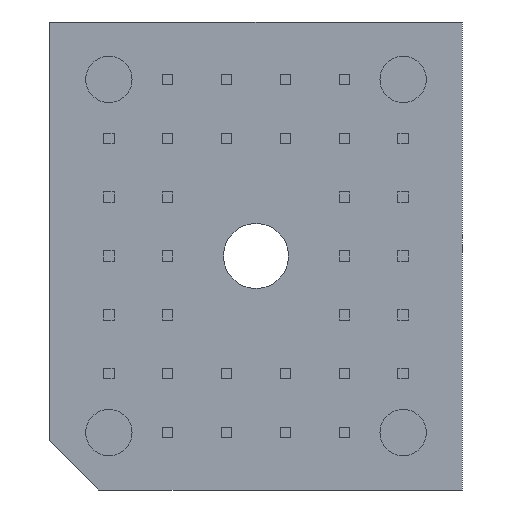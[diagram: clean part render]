
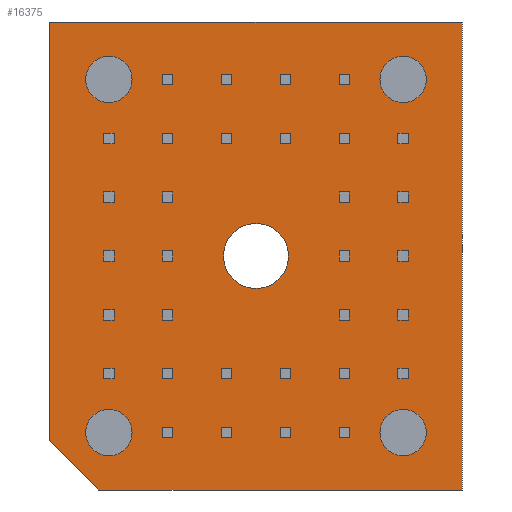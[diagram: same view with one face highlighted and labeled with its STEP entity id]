
A CAD part, front view. The second image highlights one B-rep face of the part: STEP entity #16375.
In plain terms, the highlighted planar face has unit normal (0, -1, 0).
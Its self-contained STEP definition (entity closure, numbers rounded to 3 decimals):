
#108 = EDGE_LOOP ( 'NONE', ( #4771, #11349 ) ) ;
#185 = DIRECTION ( 'NONE',  ( 0., 0., 1. ) ) ;
#270 = CARTESIAN_POINT ( 'NONE',  ( 0., 0.15, 0. ) ) ;
#298 = EDGE_LOOP ( 'NONE', ( #22676, #5206 ) ) ;
#307 = VERTEX_POINT ( 'NONE', #5397 ) ;
#532 = CARTESIAN_POINT ( 'NONE',  ( 6.35, 0.15, 6.62 ) ) ;
#875 = ORIENTED_EDGE ( 'NONE', *, *, #22690, .F. ) ;
#1202 = ORIENTED_EDGE ( 'NONE', *, *, #24489, .F. ) ;
#1306 = EDGE_CURVE ( 'NONE', #2170, #2297, #13613, .T. ) ;
#1581 = PLANE ( 'NONE',  #2643 ) ;
#1849 = FACE_BOUND ( 'NONE', #298, .T. ) ;
#2154 = AXIS2_PLACEMENT_3D ( 'NONE', #11050, #6965, #9232 ) ;
#2170 = VERTEX_POINT ( 'NONE', #7081 ) ;
#2280 = CARTESIAN_POINT ( 'NONE',  ( -6.779, 0.15, -10.1 ) ) ;
#2297 = VERTEX_POINT ( 'NONE', #13267 ) ;
#2322 = AXIS2_PLACEMENT_3D ( 'NONE', #12323, #19923, #14283 ) ;
#2352 = DIRECTION ( 'NONE',  ( 0., 0., 1. ) ) ;
#2490 = EDGE_CURVE ( 'NONE', #5276, #13946, #7550, .T. ) ;
#2498 = VERTEX_POINT ( 'NONE', #18027 ) ;
#2516 = EDGE_LOOP ( 'NONE', ( #24663, #13784 ) ) ;
#2568 = DIRECTION ( 'NONE',  ( 0., 0., 1. ) ) ;
#2643 = AXIS2_PLACEMENT_3D ( 'NONE', #7199, #11372, #15256 ) ;
#2649 = EDGE_LOOP ( 'NONE', ( #11212, #2806, #1202, #7331, #9295 ) ) ;
#2687 = AXIS2_PLACEMENT_3D ( 'NONE', #13333, #18948, #7974 ) ;
#2754 = DIRECTION ( 'NONE',  ( 0., 0., 1. ) ) ;
#2806 = ORIENTED_EDGE ( 'NONE', *, *, #12627, .F. ) ;
#2831 = CARTESIAN_POINT ( 'NONE',  ( -8.9, 0.15, 10.1 ) ) ;
#3073 = DIRECTION ( 'NONE',  ( 1., 0., 0. ) ) ;
#3097 = CARTESIAN_POINT ( 'NONE',  ( -6.35, 0.15, 8.62 ) ) ;
#3340 = EDGE_CURVE ( 'NONE', #22085, #21747, #6613, .T. ) ;
#3573 = ORIENTED_EDGE ( 'NONE', *, *, #20582, .T. ) ;
#3694 = LINE ( 'NONE', #2831, #6407 ) ;
#3731 = DIRECTION ( 'NONE',  ( 0., 0., -1. ) ) ;
#4442 = VERTEX_POINT ( 'NONE', #6101 ) ;
#4593 = DIRECTION ( 'NONE',  ( 0., -1., 0. ) ) ;
#4686 = CARTESIAN_POINT ( 'NONE',  ( -6.35, 0.15, -6.62 ) ) ;
#4771 = ORIENTED_EDGE ( 'NONE', *, *, #6949, .F. ) ;
#5054 = EDGE_CURVE ( 'NONE', #11732, #16461, #9803, .T. ) ;
#5206 = ORIENTED_EDGE ( 'NONE', *, *, #24113, .F. ) ;
#5276 = VERTEX_POINT ( 'NONE', #3097 ) ;
#5397 = CARTESIAN_POINT ( 'NONE',  ( 6.35, 0.15, 8.62 ) ) ;
#5767 = FACE_BOUND ( 'NONE', #108, .T. ) ;
#5792 = CARTESIAN_POINT ( 'NONE',  ( 0., 0.15, 1.4 ) ) ;
#6033 = CARTESIAN_POINT ( 'NONE',  ( -6.779, 0.15, -10.1 ) ) ;
#6069 = DIRECTION ( 'NONE',  ( -1., 0., 0. ) ) ;
#6101 = CARTESIAN_POINT ( 'NONE',  ( -8.9, 0.15, -7.979 ) ) ;
#6360 = CARTESIAN_POINT ( 'NONE',  ( -8.9, 0.15, -7.979 ) ) ;
#6369 = AXIS2_PLACEMENT_3D ( 'NONE', #11300, #22812, #11379 ) ;
#6407 = VECTOR ( 'NONE', #3073, 1000. ) ;
#6613 = CIRCLE ( 'NONE', #20186, 1. ) ;
#6849 = EDGE_CURVE ( 'NONE', #4442, #2498, #18752, .T. ) ;
#6949 = EDGE_CURVE ( 'NONE', #307, #11071, #9733, .T. ) ;
#6965 = DIRECTION ( 'NONE',  ( 0., -1., 0. ) ) ;
#7081 = CARTESIAN_POINT ( 'NONE',  ( 6.35, 0.15, -8.62 ) ) ;
#7155 = ORIENTED_EDGE ( 'NONE', *, *, #19625, .T. ) ;
#7199 = CARTESIAN_POINT ( 'NONE',  ( 0., 0.15, 0. ) ) ;
#7237 = FACE_BOUND ( 'NONE', #2516, .T. ) ;
#7331 = ORIENTED_EDGE ( 'NONE', *, *, #6849, .F. ) ;
#7454 = DIRECTION ( 'NONE',  ( 0., -1., 0. ) ) ;
#7550 = CIRCLE ( 'NONE', #16850, 1. ) ;
#7936 = CIRCLE ( 'NONE', #6369, 1. ) ;
#7974 = DIRECTION ( 'NONE',  ( 0., 0., 1. ) ) ;
#8190 = CARTESIAN_POINT ( 'NONE',  ( 8.9, 0.15, -10.1 ) ) ;
#8220 = DIRECTION ( 'NONE',  ( 0., -1., 0. ) ) ;
#8428 = DIRECTION ( 'NONE',  ( 0., 0., 1. ) ) ;
#8501 = CARTESIAN_POINT ( 'NONE',  ( -6.35, 0.15, 7.62 ) ) ;
#8596 = VECTOR ( 'NONE', #2568, 1000. ) ;
#8681 = VECTOR ( 'NONE', #3731, 1000. ) ;
#8869 = VERTEX_POINT ( 'NONE', #5792 ) ;
#9232 = DIRECTION ( 'NONE',  ( 0., 0., 1. ) ) ;
#9295 = ORIENTED_EDGE ( 'NONE', *, *, #21179, .F. ) ;
#9602 = EDGE_LOOP ( 'NONE', ( #3573, #7155 ) ) ;
#9733 = CIRCLE ( 'NONE', #2154, 1. ) ;
#9803 = LINE ( 'NONE', #2280, #21167 ) ;
#9950 = VERTEX_POINT ( 'NONE', #23653 ) ;
#10233 = FACE_BOUND ( 'NONE', #9602, .T. ) ;
#10319 = DIRECTION ( 'NONE',  ( 0., -1., 0. ) ) ;
#10740 = DIRECTION ( 'NONE',  ( 0., 1., 0. ) ) ;
#11050 = CARTESIAN_POINT ( 'NONE',  ( 6.35, 0.15, 7.62 ) ) ;
#11071 = VERTEX_POINT ( 'NONE', #532 ) ;
#11122 = FACE_OUTER_BOUND ( 'NONE', #2649, .T. ) ;
#11201 = DIRECTION ( 'NONE',  ( 0., 0., 1. ) ) ;
#11212 = ORIENTED_EDGE ( 'NONE', *, *, #5054, .F. ) ;
#11300 = CARTESIAN_POINT ( 'NONE',  ( -6.35, 0.15, 7.62 ) ) ;
#11349 = ORIENTED_EDGE ( 'NONE', *, *, #24410, .F. ) ;
#11372 = DIRECTION ( 'NONE',  ( 0., 1., 0. ) ) ;
#11379 = DIRECTION ( 'NONE',  ( 0., 0., 1. ) ) ;
#11402 = AXIS2_PLACEMENT_3D ( 'NONE', #22175, #10740, #24197 ) ;
#11732 = VERTEX_POINT ( 'NONE', #8190 ) ;
#11878 = CIRCLE ( 'NONE', #2322, 1. ) ;
#12184 = VERTEX_POINT ( 'NONE', #12266 ) ;
#12266 = CARTESIAN_POINT ( 'NONE',  ( 8.9, 0.15, 10.1 ) ) ;
#12323 = CARTESIAN_POINT ( 'NONE',  ( 6.35, 0.15, -7.62 ) ) ;
#12627 = EDGE_CURVE ( 'NONE', #12184, #11732, #23908, .T. ) ;
#13267 = CARTESIAN_POINT ( 'NONE',  ( 6.35, 0.15, -6.62 ) ) ;
#13333 = CARTESIAN_POINT ( 'NONE',  ( 6.35, 0.15, -7.62 ) ) ;
#13613 = CIRCLE ( 'NONE', #2687, 1. ) ;
#13784 = ORIENTED_EDGE ( 'NONE', *, *, #3340, .F. ) ;
#13946 = VERTEX_POINT ( 'NONE', #23827 ) ;
#14240 = CARTESIAN_POINT ( 'NONE',  ( 6.35, 0.15, 7.62 ) ) ;
#14283 = DIRECTION ( 'NONE',  ( 0., 0., 1. ) ) ;
#15256 = DIRECTION ( 'NONE',  ( 0., 0., 1. ) ) ;
#16232 = AXIS2_PLACEMENT_3D ( 'NONE', #270, #22545, #185 ) ;
#16375 = ADVANCED_FACE ( 'NONE', ( #5767, #1849, #7237, #21897, #10233, #11122 ), #1581, .F. ) ;
#16461 = VERTEX_POINT ( 'NONE', #6033 ) ;
#16757 = LINE ( 'NONE', #22158, #20009 ) ;
#16850 = AXIS2_PLACEMENT_3D ( 'NONE', #8501, #10319, #8428 ) ;
#18027 = CARTESIAN_POINT ( 'NONE',  ( -8.9, 0.15, 10.1 ) ) ;
#18277 = CIRCLE ( 'NONE', #11402, 1.4 ) ;
#18752 = LINE ( 'NONE', #6360, #8596 ) ;
#18898 = CARTESIAN_POINT ( 'NONE',  ( -6.35, 0.15, -7.62 ) ) ;
#18948 = DIRECTION ( 'NONE',  ( 0., -1., 0. ) ) ;
#19204 = CARTESIAN_POINT ( 'NONE',  ( 8.9, 0.15, 10.1 ) ) ;
#19625 = EDGE_CURVE ( 'NONE', #9950, #8869, #20370, .T. ) ;
#19647 = AXIS2_PLACEMENT_3D ( 'NONE', #14240, #4593, #2754 ) ;
#19923 = DIRECTION ( 'NONE',  ( 0., -1., 0. ) ) ;
#19932 = AXIS2_PLACEMENT_3D ( 'NONE', #23325, #8220, #2352 ) ;
#20009 = VECTOR ( 'NONE', #22093, 1000. ) ;
#20179 = CIRCLE ( 'NONE', #19647, 1. ) ;
#20186 = AXIS2_PLACEMENT_3D ( 'NONE', #18898, #7454, #11201 ) ;
#20370 = CIRCLE ( 'NONE', #16232, 1.4 ) ;
#20582 = EDGE_CURVE ( 'NONE', #8869, #9950, #18277, .T. ) ;
#20838 = CIRCLE ( 'NONE', #19932, 1. ) ;
#21167 = VECTOR ( 'NONE', #6069, 1000. ) ;
#21179 = EDGE_CURVE ( 'NONE', #16461, #4442, #16757, .T. ) ;
#21747 = VERTEX_POINT ( 'NONE', #4686 ) ;
#21897 = FACE_BOUND ( 'NONE', #24357, .T. ) ;
#22085 = VERTEX_POINT ( 'NONE', #22952 ) ;
#22093 = DIRECTION ( 'NONE',  ( -0.707, 0., 0.707 ) ) ;
#22158 = CARTESIAN_POINT ( 'NONE',  ( -8.9, 0.15, -7.979 ) ) ;
#22175 = CARTESIAN_POINT ( 'NONE',  ( 0., 0.15, 0. ) ) ;
#22237 = ORIENTED_EDGE ( 'NONE', *, *, #1306, .F. ) ;
#22545 = DIRECTION ( 'NONE',  ( 0., 1., 0. ) ) ;
#22676 = ORIENTED_EDGE ( 'NONE', *, *, #2490, .F. ) ;
#22690 = EDGE_CURVE ( 'NONE', #2297, #2170, #11878, .T. ) ;
#22812 = DIRECTION ( 'NONE',  ( 0., -1., 0. ) ) ;
#22952 = CARTESIAN_POINT ( 'NONE',  ( -6.35, 0.15, -8.62 ) ) ;
#23177 = EDGE_CURVE ( 'NONE', #21747, #22085, #20838, .T. ) ;
#23325 = CARTESIAN_POINT ( 'NONE',  ( -6.35, 0.15, -7.62 ) ) ;
#23653 = CARTESIAN_POINT ( 'NONE',  ( 0., 0.15, -1.4 ) ) ;
#23827 = CARTESIAN_POINT ( 'NONE',  ( -6.35, 0.15, 6.62 ) ) ;
#23908 = LINE ( 'NONE', #19204, #8681 ) ;
#24113 = EDGE_CURVE ( 'NONE', #13946, #5276, #7936, .T. ) ;
#24197 = DIRECTION ( 'NONE',  ( 0., 0., 1. ) ) ;
#24357 = EDGE_LOOP ( 'NONE', ( #875, #22237 ) ) ;
#24410 = EDGE_CURVE ( 'NONE', #11071, #307, #20179, .T. ) ;
#24489 = EDGE_CURVE ( 'NONE', #2498, #12184, #3694, .T. ) ;
#24663 = ORIENTED_EDGE ( 'NONE', *, *, #23177, .F. ) ;
